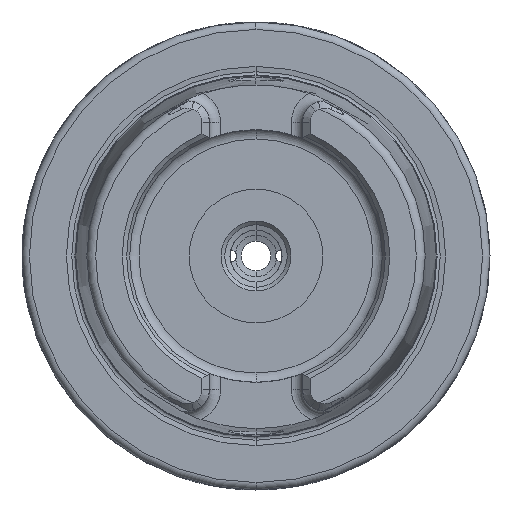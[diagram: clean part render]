
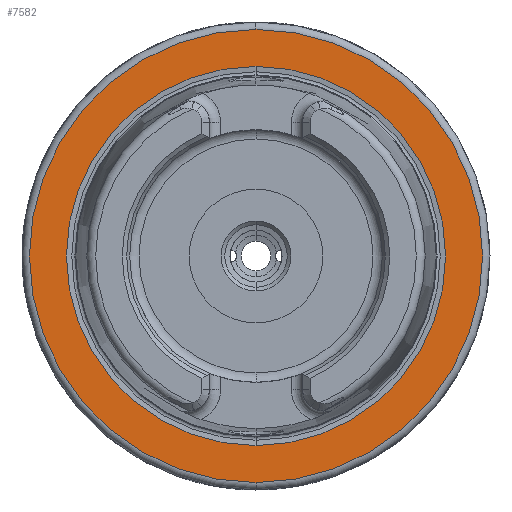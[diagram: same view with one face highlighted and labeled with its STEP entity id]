
A CAD part, left-side view. The second image highlights one B-rep face of the part: STEP entity #7582.
In plain terms, the highlighted planar face has unit normal (-1, 0, 0).
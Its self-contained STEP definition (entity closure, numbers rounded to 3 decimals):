
#68 = EDGE_CURVE ( 'NONE', #7770, #1542, #116, .T. ) ;
#116 = CIRCLE ( 'NONE', #4457, 25.521 ) ;
#230 = CIRCLE ( 'NONE', #891, 25.521 ) ;
#891 = AXIS2_PLACEMENT_3D ( 'NONE', #6894, #6886, #6867 ) ;
#904 = VERTEX_POINT ( 'NONE', #7424 ) ;
#920 = CARTESIAN_POINT ( 'NONE',  ( -64., 0., 25.521 ) ) ;
#1341 = CARTESIAN_POINT ( 'NONE',  ( -64., 0., 0. ) ) ;
#1542 = VERTEX_POINT ( 'NONE', #5851 ) ;
#1592 = DIRECTION ( 'NONE',  ( 0., 0., -1. ) ) ;
#1818 = FACE_OUTER_BOUND ( 'NONE', #2549, .T. ) ;
#2361 = DIRECTION ( 'NONE',  ( -1., 0., 0. ) ) ;
#2549 = EDGE_LOOP ( 'NONE', ( #7651, #7675 ) ) ;
#2631 = VERTEX_POINT ( 'NONE', #4613 ) ;
#3045 = FACE_BOUND ( 'NONE', #4501, .T. ) ;
#3112 = CARTESIAN_POINT ( 'NONE',  ( -64., 0., 0. ) ) ;
#3237 = AXIS2_PLACEMENT_3D ( 'NONE', #4486, #4285, #4264 ) ;
#3559 = CIRCLE ( 'NONE', #3697, 30.5 ) ;
#3697 = AXIS2_PLACEMENT_3D ( 'NONE', #1341, #2361, #1592 ) ;
#4081 = AXIS2_PLACEMENT_3D ( 'NONE', #4822, #4810, #4765 ) ;
#4264 = DIRECTION ( 'NONE',  ( 0., 0., -1. ) ) ;
#4285 = DIRECTION ( 'NONE',  ( 1., 0., 0. ) ) ;
#4457 = AXIS2_PLACEMENT_3D ( 'NONE', #3112, #7177, #7283 ) ;
#4486 = CARTESIAN_POINT ( 'NONE',  ( -64., 31.5, 0. ) ) ;
#4501 = EDGE_LOOP ( 'NONE', ( #7700, #7728 ) ) ;
#4612 = PLANE ( 'NONE',  #3237 ) ;
#4613 = CARTESIAN_POINT ( 'NONE',  ( -64., 0., 30.5 ) ) ;
#4765 = DIRECTION ( 'NONE',  ( 0., 0., -1. ) ) ;
#4810 = DIRECTION ( 'NONE',  ( -1., 0., 0. ) ) ;
#4822 = CARTESIAN_POINT ( 'NONE',  ( -64., 0., 0. ) ) ;
#5060 = EDGE_CURVE ( 'NONE', #1542, #7770, #230, .T. ) ;
#5743 = EDGE_CURVE ( 'NONE', #904, #2631, #7921, .T. ) ;
#5851 = CARTESIAN_POINT ( 'NONE',  ( -64., 0., -25.521 ) ) ;
#6823 = EDGE_CURVE ( 'NONE', #2631, #904, #3559, .T. ) ;
#6867 = DIRECTION ( 'NONE',  ( 0., 0., -1. ) ) ;
#6886 = DIRECTION ( 'NONE',  ( 1., 0., 0. ) ) ;
#6894 = CARTESIAN_POINT ( 'NONE',  ( -64., 0., 0. ) ) ;
#7177 = DIRECTION ( 'NONE',  ( 1., 0., 0. ) ) ;
#7283 = DIRECTION ( 'NONE',  ( 0., 0., -1. ) ) ;
#7424 = CARTESIAN_POINT ( 'NONE',  ( -64., 0., -30.5 ) ) ;
#7582 = ADVANCED_FACE ( 'NONE', ( #1818, #3045 ), #4612, .F. ) ;
#7651 = ORIENTED_EDGE ( 'NONE', *, *, #5743, .T. ) ;
#7675 = ORIENTED_EDGE ( 'NONE', *, *, #6823, .T. ) ;
#7700 = ORIENTED_EDGE ( 'NONE', *, *, #68, .T. ) ;
#7728 = ORIENTED_EDGE ( 'NONE', *, *, #5060, .T. ) ;
#7770 = VERTEX_POINT ( 'NONE', #920 ) ;
#7921 = CIRCLE ( 'NONE', #4081, 30.5 ) ;
